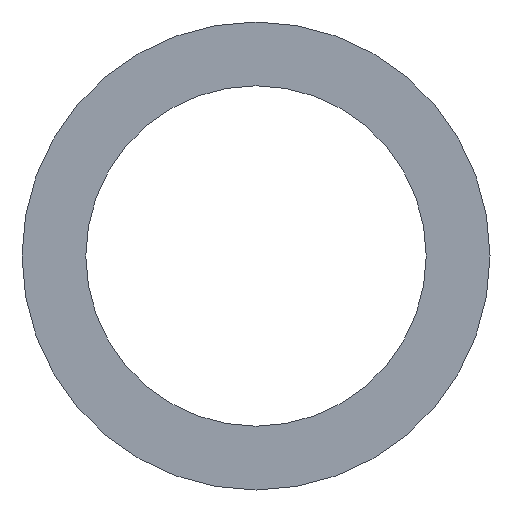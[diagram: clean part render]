
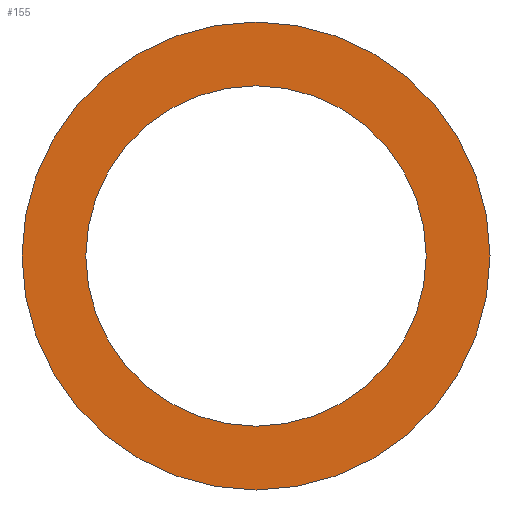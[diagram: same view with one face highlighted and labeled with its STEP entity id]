
A CAD part, front view. The second image highlights one B-rep face of the part: STEP entity #155.
In plain terms, the highlighted planar face has unit normal (0, -1, 0).
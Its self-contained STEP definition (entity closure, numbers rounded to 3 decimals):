
#4 = CARTESIAN_POINT ( 'NONE',  ( 0., 0., 4. ) ) ;
#5 = CIRCLE ( 'NONE', #95, 4. ) ;
#8 = CARTESIAN_POINT ( 'NONE',  ( 0., 0., 0. ) ) ;
#14 = EDGE_CURVE ( 'NONE', #116, #180, #40, .T. ) ;
#31 = ORIENTED_EDGE ( 'NONE', *, *, #89, .T. ) ;
#34 = AXIS2_PLACEMENT_3D ( 'NONE', #8, #135, #81 ) ;
#35 = VERTEX_POINT ( 'NONE', #129 ) ;
#37 = DIRECTION ( 'NONE',  ( 0., 1., 0. ) ) ;
#40 = CIRCLE ( 'NONE', #190, 4. ) ;
#53 = DIRECTION ( 'NONE',  ( 0., 0., 1. ) ) ;
#57 = PLANE ( 'NONE',  #141 ) ;
#59 = CARTESIAN_POINT ( 'NONE',  ( 0., 0., 0. ) ) ;
#78 = CARTESIAN_POINT ( 'NONE',  ( 0., 0., -4. ) ) ;
#81 = DIRECTION ( 'NONE',  ( 0., 0., 1. ) ) ;
#84 = EDGE_LOOP ( 'NONE', ( #244, #225 ) ) ;
#89 = EDGE_CURVE ( 'NONE', #180, #116, #5, .T. ) ;
#95 = AXIS2_PLACEMENT_3D ( 'NONE', #148, #152, #173 ) ;
#96 = FACE_OUTER_BOUND ( 'NONE', #84, .T. ) ;
#108 = DIRECTION ( 'NONE',  ( 0., 0., 1. ) ) ;
#115 = CIRCLE ( 'NONE', #126, 5.5 ) ;
#116 = VERTEX_POINT ( 'NONE', #4 ) ;
#126 = AXIS2_PLACEMENT_3D ( 'NONE', #172, #37, #108 ) ;
#129 = CARTESIAN_POINT ( 'NONE',  ( 0., 0., 5.5 ) ) ;
#135 = DIRECTION ( 'NONE',  ( 0., 1., 0. ) ) ;
#141 = AXIS2_PLACEMENT_3D ( 'NONE', #59, #216, #212 ) ;
#145 = DIRECTION ( 'NONE',  ( 0., 1., 0. ) ) ;
#148 = CARTESIAN_POINT ( 'NONE',  ( 0., 0., 0. ) ) ;
#149 = EDGE_CURVE ( 'NONE', #35, #162, #115, .T. ) ;
#152 = DIRECTION ( 'NONE',  ( 0., 1., 0. ) ) ;
#155 = ADVANCED_FACE ( 'NONE', ( #96, #246 ), #57, .F. ) ;
#162 = VERTEX_POINT ( 'NONE', #213 ) ;
#172 = CARTESIAN_POINT ( 'NONE',  ( 0., 0., 0. ) ) ;
#173 = DIRECTION ( 'NONE',  ( 0., 0., 1. ) ) ;
#180 = VERTEX_POINT ( 'NONE', #78 ) ;
#185 = CARTESIAN_POINT ( 'NONE',  ( 0., 0., 0. ) ) ;
#190 = AXIS2_PLACEMENT_3D ( 'NONE', #185, #145, #53 ) ;
#194 = CIRCLE ( 'NONE', #34, 5.5 ) ;
#195 = ORIENTED_EDGE ( 'NONE', *, *, #14, .T. ) ;
#212 = DIRECTION ( 'NONE',  ( 0., 0., 1. ) ) ;
#213 = CARTESIAN_POINT ( 'NONE',  ( 0., 0., -5.5 ) ) ;
#216 = DIRECTION ( 'NONE',  ( 0., 1., 0. ) ) ;
#219 = EDGE_LOOP ( 'NONE', ( #31, #195 ) ) ;
#223 = EDGE_CURVE ( 'NONE', #162, #35, #194, .T. ) ;
#225 = ORIENTED_EDGE ( 'NONE', *, *, #149, .F. ) ;
#244 = ORIENTED_EDGE ( 'NONE', *, *, #223, .F. ) ;
#246 = FACE_BOUND ( 'NONE', #219, .T. ) ;
